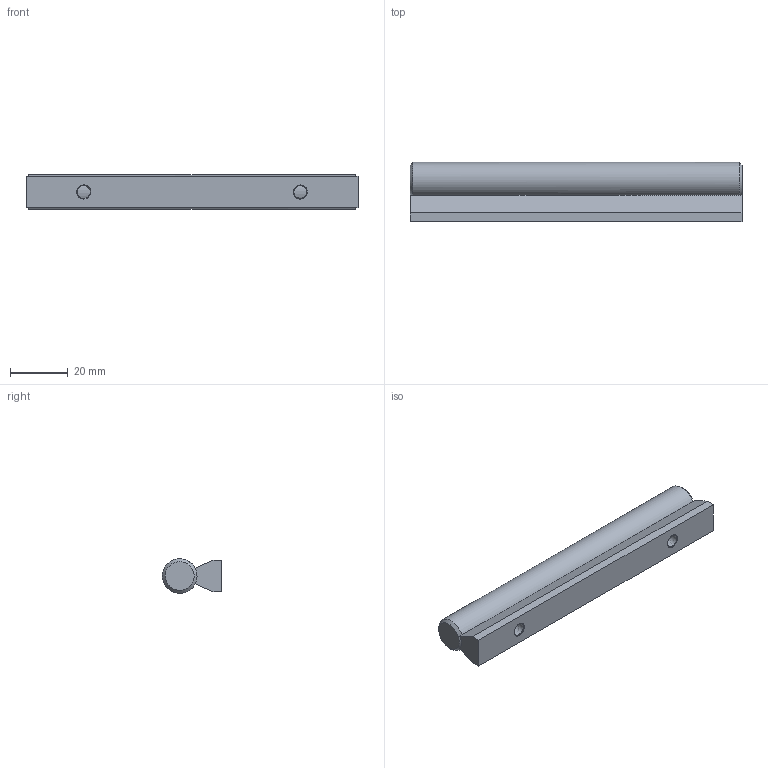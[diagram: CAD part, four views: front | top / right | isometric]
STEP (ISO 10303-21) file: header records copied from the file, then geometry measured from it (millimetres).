
FILE_DESCRIPTION ((), '1');
FILE_NAME ('WN00-312.stp', '2018-12-18T15:31:38', ('Unknown'), ('Unknown'), 'HarmonyWare STEP v2.0.5', 'Vectorworks', '');
FILE_SCHEMA (('CONFIG_CONTROL_DESIGN'));
Length unit declared in the file: millimetre
Products named in the file (3): NONE
Assembly tree (2 placements, depth 2):
  NONE
    NONE
    NONE
Bounding box: 115 x 20.49 x 12 mm (x, y, z)
Volume: 22041.8 mm3; surface area: 9001.8 mm2
Topology: 2 solids, 2 shells, 17 faces, 50 edges, 37 vertices
Faces by surface type: bspline 17
Entity records: 1383 total; most frequent: CARTESIAN_POINT 747, ORIENTED_EDGE 100, EDGE_CURVE 50, VERTEX_POINT 37, B_SPLINE_CURVE_WITH_KNOTS 30, PERSON 28, ORGANIZATION 28, PERSON_AND_ORGANIZATION 28
